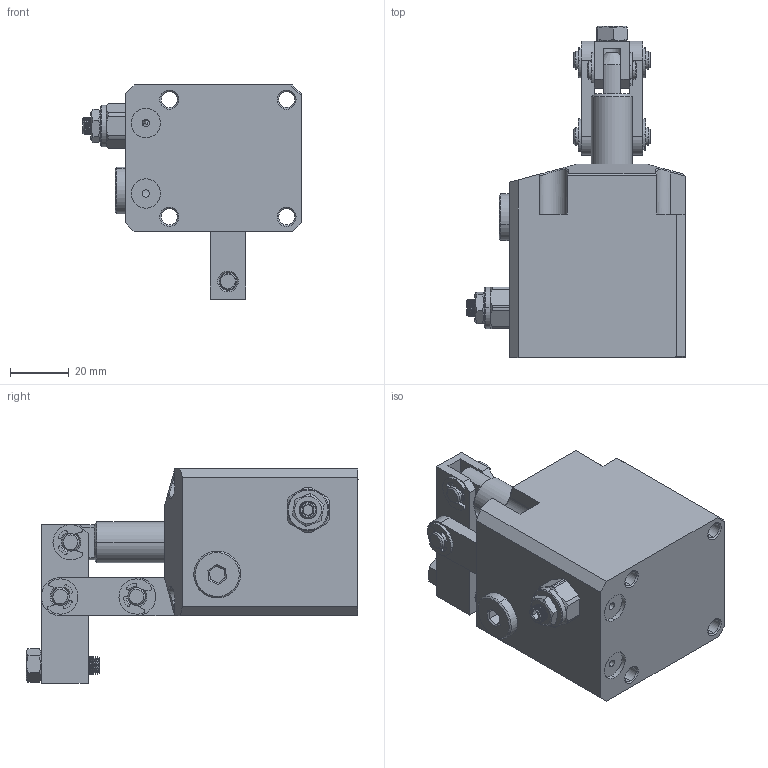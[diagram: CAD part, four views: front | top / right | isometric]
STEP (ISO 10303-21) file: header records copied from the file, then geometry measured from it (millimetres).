
FILE_DESCRIPTION (( 'STEP AP203' ), '1' );
FILE_NAME ('CBLU-30CL杆杆式油压缸三维图.STEP', '2019-04-14T01:16:42', ( '' ), ( '' ), 'SwSTEP 2.0', 'SolidWorks 2017', '' );
FILE_SCHEMA (( 'CONFIG_CONTROL_DESIGN' ));
Length unit declared in the file: millimetre
Products named in the file (13): 鞠褒黑芛; 30揤啣_1; 覃厒概A_1; 掛极CL_1_1; 30活塞杆_1_1; CBLU-30CL杆杆式油压缸三维图; 30傻种粣_2; hex nuts, style 1-grades ab gb_GB_FASTENER_NUT_SNAB1 M6-N_1; e rings gb_GB_CONNECTING_PIECE_RINGS_HR 6_1_1; 酗种粣_1_1; hex thin nuts-grades ab-chamfered gb_GB_FASTENER_NUT_STNAB M6-N; hexagon socket head cap screws gb_GB_FASTENER_SCREWS_HSHCS M6X25-S_1_1; 30蟀裝_2
Assembly tree (19 placements, depth 2):
  CBLU-30CL杆杆式油压缸三维图
    掛极CL_1_1
    鞠褒黑芛
    hex thin nuts-grades ab-chamfered gb_GB_FASTENER_NUT_STNAB M6-N
    覃厒概A_1
    30蟀裝_2  x2
    hex nuts, style 1-grades ab gb_GB_FASTENER_NUT_SNAB1 M6-N_1
    hexagon socket head cap screws gb_GB_FASTENER_SCREWS_HSHCS M6X25-S_1_1
    酗种粣_1_1  x2
    e rings gb_GB_CONNECTING_PIECE_RINGS_HR 6_1_1  x6
    30傻种粣_2
    30活塞杆_1_1
    30揤啣_1
Bounding box: 74.5 x 113.2 x 73 mm (x, y, z)
Volume: 188916.1 mm3; surface area: 47719.7 mm2
Topology: 19 solids, 19 shells, 788 faces, 1940 edges, 1215 vertices
Faces by surface type: cylinder 310, cone 258, plane 206, bspline 14
Entity records: 22778 total; most frequent: CARTESIAN_POINT 6163, DIRECTION 3358, ORIENTED_EDGE 3054, EDGE_CURVE 1527, AXIS2_PLACEMENT_3D 1315, VERTEX_POINT 943, VECTOR 728, LINE 728
